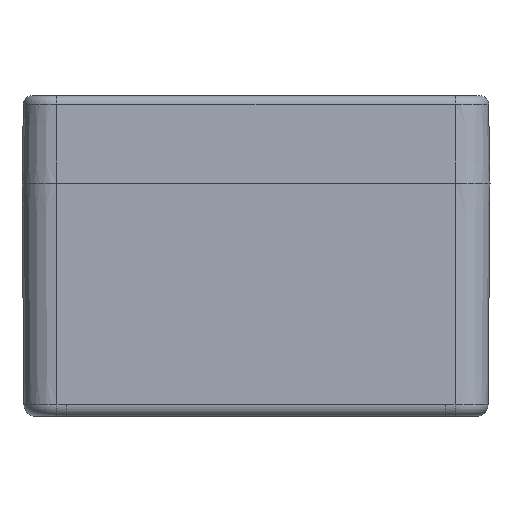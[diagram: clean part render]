
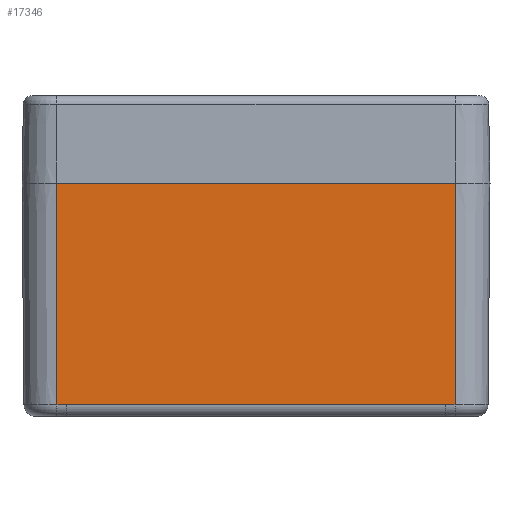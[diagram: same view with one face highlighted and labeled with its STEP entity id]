
A CAD part, left-side view. The second image highlights one B-rep face of the part: STEP entity #17346.
In plain terms, the highlighted planar face has unit normal (-1, 0, -0.009).
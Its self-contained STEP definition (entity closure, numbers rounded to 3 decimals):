
#454=PLANE('',#18495);
#1295=FACE_OUTER_BOUND('',#2414,.T.);
#2414=EDGE_LOOP('',(#11822,#11823,#11824,#11825,#11826,#11827));
#4962=LINE('',#26992,#6148);
#4963=LINE('',#27004,#6149);
#4964=LINE('',#27035,#6150);
#4971=LINE('',#27081,#6157);
#4972=LINE('',#27085,#6158);
#4973=LINE('',#27086,#6159);
#6148=VECTOR('',#20920,65.051);
#6149=VECTOR('',#20923,1.625);
#6150=VECTOR('',#20934,1.625);
#6157=VECTOR('',#20957,38.019);
#6158=VECTOR('',#20962,38.019);
#6159=VECTOR('',#20963,68.3);
#7428=VERTEX_POINT('',#26985);
#7431=VERTEX_POINT('',#26990);
#7433=VERTEX_POINT('',#27003);
#7435=VERTEX_POINT('',#27033);
#7443=VERTEX_POINT('',#27080);
#7444=VERTEX_POINT('',#27084);
#9123=EDGE_CURVE('',#7431,#7428,#4962,.T.);
#9125=EDGE_CURVE('',#7428,#7433,#4963,.T.);
#9131=EDGE_CURVE('',#7435,#7431,#4964,.T.);
#9144=EDGE_CURVE('',#7443,#7433,#4971,.T.);
#9146=EDGE_CURVE('',#7444,#7435,#4972,.T.);
#9147=EDGE_CURVE('',#7444,#7443,#4973,.T.);
#11822=ORIENTED_EDGE('',*,*,#9125,.F.);
#11823=ORIENTED_EDGE('',*,*,#9123,.F.);
#11824=ORIENTED_EDGE('',*,*,#9131,.F.);
#11825=ORIENTED_EDGE('',*,*,#9146,.F.);
#11826=ORIENTED_EDGE('',*,*,#9147,.T.);
#11827=ORIENTED_EDGE('',*,*,#9144,.T.);
#17346=ADVANCED_FACE('',(#1295),#454,.T.);
#18495=AXIS2_PLACEMENT_3D('',#27083,#20960,#20961);
#20920=DIRECTION('',(0.,1.,0.));
#20923=DIRECTION('',(0.,1.,0.));
#20934=DIRECTION('',(0.,1.,0.));
#20957=DIRECTION('',(0.009,0.,-1.));
#20960=DIRECTION('center_axis',(-1.,0.,-0.009));
#20961=DIRECTION('ref_axis',(0.,1.,0.));
#20962=DIRECTION('',(0.009,0.,-1.));
#20963=DIRECTION('',(0.,1.,0.));
#26985=CARTESIAN_POINT('',(-59.968,32.525,-38.017));
#26990=CARTESIAN_POINT('',(-59.968,-32.525,-38.017));
#26992=CARTESIAN_POINT('',(-59.968,17.075,-38.017));
#27003=CARTESIAN_POINT('',(-59.968,34.15,-38.017));
#27004=CARTESIAN_POINT('',(-59.968,17.075,-38.017));
#27033=CARTESIAN_POINT('',(-59.968,-34.15,-38.017));
#27035=CARTESIAN_POINT('',(-59.968,17.075,-38.017));
#27080=CARTESIAN_POINT('',(-60.3,34.15,0.));
#27081=CARTESIAN_POINT('',(-60.3,34.15,0.));
#27083=CARTESIAN_POINT('Origin',(-60.3,34.15,0.));
#27084=CARTESIAN_POINT('',(-60.3,-34.15,0.));
#27085=CARTESIAN_POINT('',(-60.3,-34.15,0.));
#27086=CARTESIAN_POINT('',(-60.3,-34.15,0.));
